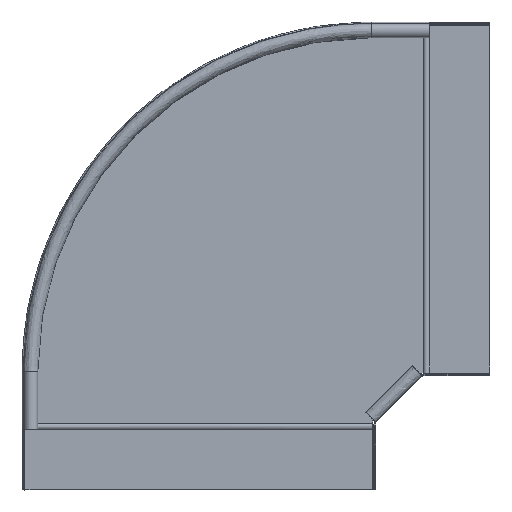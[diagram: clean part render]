
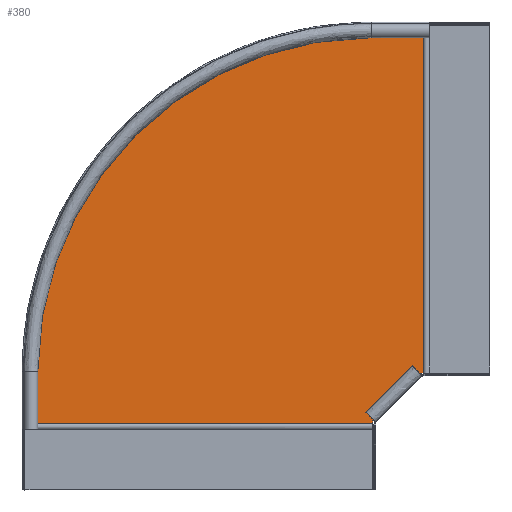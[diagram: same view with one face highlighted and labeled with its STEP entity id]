
A CAD part, top view. The second image highlights one B-rep face of the part: STEP entity #380.
In plain terms, the highlighted planar face has unit normal (0, 0, 1).
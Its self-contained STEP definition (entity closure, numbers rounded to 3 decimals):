
#380=ADVANCED_FACE('',(#781),#5998,.T.);
#781=FACE_OUTER_BOUND('',#1182,.T.);
#1182=EDGE_LOOP('',(#2997,#2998,#2999,#3000,#3001,#3002,#3003,#3004));
#2997=ORIENTED_EDGE('',*,*,#4001,.F.);
#2998=ORIENTED_EDGE('',*,*,#4012,.T.);
#2999=ORIENTED_EDGE('',*,*,#4017,.F.);
#3000=ORIENTED_EDGE('',*,*,#4039,.F.);
#3001=ORIENTED_EDGE('',*,*,#4016,.F.);
#3002=ORIENTED_EDGE('',*,*,#4015,.F.);
#3003=ORIENTED_EDGE('',*,*,#4014,.F.);
#3004=ORIENTED_EDGE('',*,*,#4018,.F.);
#4001=EDGE_CURVE('',#5594,#5593,#4982,.T.);
#4012=EDGE_CURVE('',#5594,#5601,#4988,.T.);
#4014=EDGE_CURVE('',#5602,#5603,#4989,.T.);
#4015=EDGE_CURVE('',#5603,#5604,#4990,.T.);
#4016=EDGE_CURVE('',#5604,#5605,#4991,.T.);
#4017=EDGE_CURVE('',#5606,#5601,#4992,.T.);
#4018=EDGE_CURVE('',#5593,#5602,#4993,.T.);
#4039=EDGE_CURVE('',#5605,#5606,#4194,.T.);
#4194=(
BOUNDED_CURVE()
B_SPLINE_CURVE(2,(#16073,#16074,#16075),.UNSPECIFIED.,.F.,.F.)
B_SPLINE_CURVE_WITH_KNOTS((3,3),(-466.527,0.),.UNSPECIFIED.)
CURVE()
GEOMETRIC_REPRESENTATION_ITEM()
RATIONAL_B_SPLINE_CURVE((1.,0.707,1.))
REPRESENTATION_ITEM('')
);
#4982=B_SPLINE_CURVE_WITH_KNOTS('',1,(#15977,#15978),.UNSPECIFIED.,.F.,
 .F.,(2,2),(0.,1.972),.UNSPECIFIED.);
#4988=B_SPLINE_CURVE_WITH_KNOTS('',1,(#16008,#16009),.UNSPECIFIED.,.F.,
 .F.,(2,2),(-298.5,0.),.UNSPECIFIED.);
#4989=B_SPLINE_CURVE_WITH_KNOTS('',1,(#16013,#16014),.UNSPECIFIED.,.F.,
 .F.,(2,2),(0.,1.972),.UNSPECIFIED.);
#4990=B_SPLINE_CURVE_WITH_KNOTS('',1,(#16015,#16016),.UNSPECIFIED.,.F.,
 .F.,(2,2),(0.,298.5),.UNSPECIFIED.);
#4991=B_SPLINE_CURVE_WITH_KNOTS('',1,(#16017,#16018),.UNSPECIFIED.,.F.,
 .F.,(2,2),(0.,44.522),.UNSPECIFIED.);
#4992=B_SPLINE_CURVE_WITH_KNOTS('',1,(#16019,#16020),.UNSPECIFIED.,.F.,
 .F.,(2,2),(0.,44.522),.UNSPECIFIED.);
#4993=B_SPLINE_CURVE_WITH_KNOTS('',1,(#16021,#16022),.UNSPECIFIED.,.F.,
 .F.,(2,2),(-58.053,0.),.UNSPECIFIED.);
#5593=VERTEX_POINT('',#15927);
#5594=VERTEX_POINT('',#15928);
#5601=VERTEX_POINT('',#15935);
#5602=VERTEX_POINT('',#15936);
#5603=VERTEX_POINT('',#15937);
#5604=VERTEX_POINT('',#15938);
#5605=VERTEX_POINT('',#15939);
#5606=VERTEX_POINT('',#15940);
#5998=PLANE('',#6269);
#6269=AXIS2_PLACEMENT_3D('',#15728,#6505,$);
#6505=DIRECTION('',(0.,0.,1.));
#15728=CARTESIAN_POINT('',(227.101,22.499,1.25));
#15927=CARTESIAN_POINT('',(190.3,100.35,1.25));
#15928=CARTESIAN_POINT('',(192.272,100.35,1.25));
#15935=CARTESIAN_POINT('',(192.272,398.85,1.25));
#15936=CARTESIAN_POINT('',(149.25,59.3,1.25));
#15937=CARTESIAN_POINT('',(149.25,57.328,1.25));
#15938=CARTESIAN_POINT('',(-149.25,57.328,1.25));
#15939=CARTESIAN_POINT('',(-149.25,101.85,1.25));
#15940=CARTESIAN_POINT('',(147.75,398.85,1.25));
#15977=CARTESIAN_POINT('',(192.272,100.35,1.25));
#15978=CARTESIAN_POINT('',(190.3,100.35,1.25));
#16008=CARTESIAN_POINT('',(192.272,100.35,1.25));
#16009=CARTESIAN_POINT('',(192.272,398.85,1.25));
#16013=CARTESIAN_POINT('',(149.25,59.3,1.25));
#16014=CARTESIAN_POINT('',(149.25,57.328,1.25));
#16015=CARTESIAN_POINT('',(149.25,57.328,1.25));
#16016=CARTESIAN_POINT('',(-149.25,57.328,1.25));
#16017=CARTESIAN_POINT('',(-149.25,57.328,1.25));
#16018=CARTESIAN_POINT('',(-149.25,101.85,1.25));
#16019=CARTESIAN_POINT('',(147.75,398.85,1.25));
#16020=CARTESIAN_POINT('',(192.272,398.85,1.25));
#16021=CARTESIAN_POINT('',(190.3,100.35,1.25));
#16022=CARTESIAN_POINT('',(149.25,59.3,1.25));
#16073=CARTESIAN_POINT('',(-149.25,101.85,1.25));
#16074=CARTESIAN_POINT('',(-149.25,398.85,1.25));
#16075=CARTESIAN_POINT('',(147.75,398.85,1.25));
